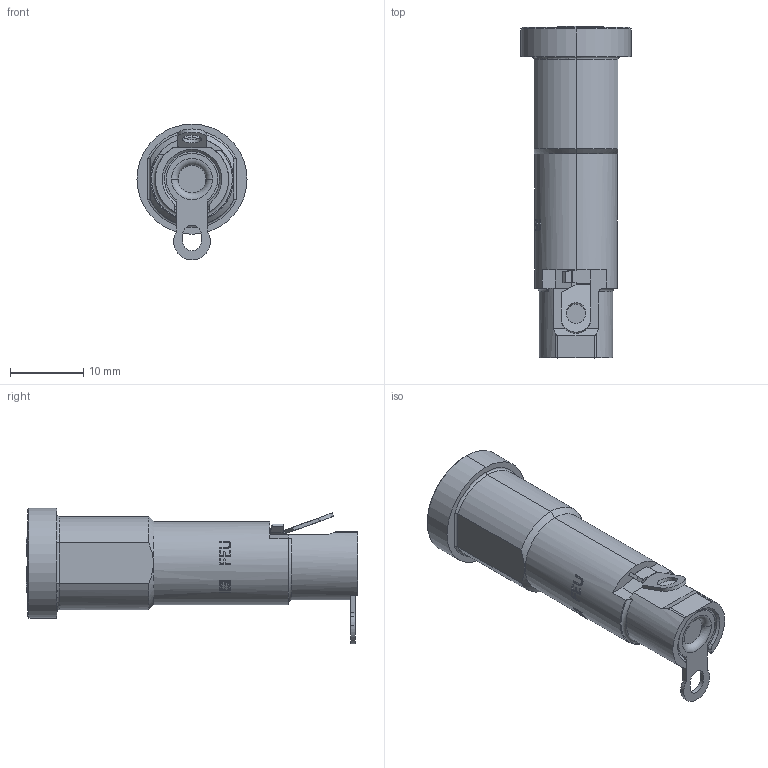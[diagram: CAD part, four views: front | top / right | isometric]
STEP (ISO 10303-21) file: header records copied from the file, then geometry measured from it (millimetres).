
FILE_DESCRIPTION (( 'STEP AP214' ), '1' );
FILE_NAME ('0031.1753_1672_01.STEP', '2020-07-10T05:58:03', ( '' ), ( '' ), 'SwSTEP 2.0', 'SolidWorks 2017', '' );
FILE_SCHEMA (( 'AUTOMOTIVE_DESIGN' ));
Length unit declared in the file: millimetre
Products named in the file (1): 0031.1753_1672_01
Bounding box: 15 x 45.2 x 18.5 mm (x, y, z)
Volume: 4772.9 mm3; surface area: 2293.8 mm2
Topology: 1 solids, 2 shells, 319 faces, 831 edges, 532 vertices
Faces by surface type: plane 161, bspline 65, cylinder 61, torus 16, cone 12, sphere 4
Entity records: 15799 total; most frequent: CARTESIAN_POINT 4784, ORIENTED_EDGE 1654, DIRECTION 1374, EDGE_CURVE 827, VERTEX_POINT 532, LINE 486, VECTOR 486, AXIS2_PLACEMENT_3D 444
